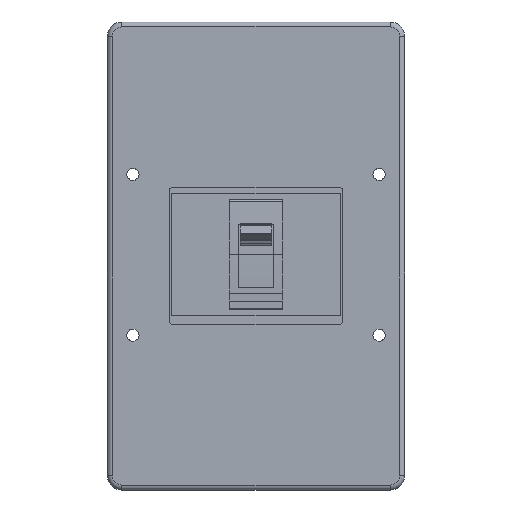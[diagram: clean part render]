
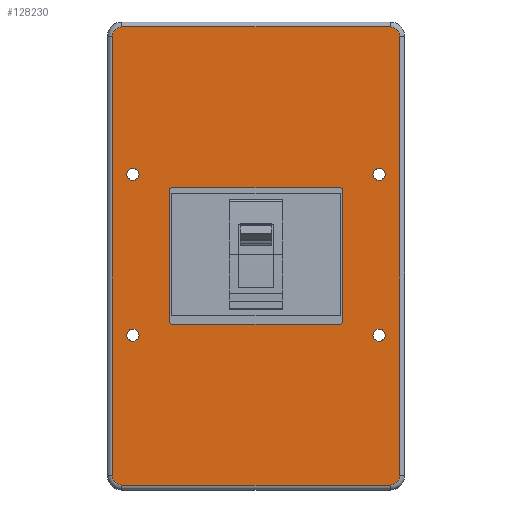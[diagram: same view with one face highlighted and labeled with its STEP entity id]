
A CAD part, top view. The second image highlights one B-rep face of the part: STEP entity #128230.
In plain terms, the highlighted planar face has unit normal (0, 0, 1).
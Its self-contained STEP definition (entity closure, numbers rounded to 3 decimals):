
#120820=CARTESIAN_POINT('',(114.,6.,-2.));
#120830=VERTEX_POINT('',#120820);
#120860=CARTESIAN_POINT('',(114.,0.,-2.));
#120870=DIRECTION('',(0.,1.,0.));
#120880=VECTOR('',#120870,1.);
#120890=LINE('',#120860,#120880);
#120900=CARTESIAN_POINT('',(114.,186.,-2.));
#120910=VERTEX_POINT('',#120900);
#120920=EDGE_CURVE('',#120830,#120910,#120890,.T.);
#122160=CARTESIAN_POINT('',(-4.,0.,-2.));
#122170=DIRECTION('',(0.,1.,0.));
#122180=VECTOR('',#122170,1.);
#122190=LINE('',#122160,#122180);
#122200=CARTESIAN_POINT('',(-4.,6.,-2.));
#122210=VERTEX_POINT('',#122200);
#122220=CARTESIAN_POINT('',(-4.,186.,-2.));
#122230=VERTEX_POINT('',#122220);
#122240=EDGE_CURVE('',#122210,#122230,#122190,.T.);
#122550=CARTESIAN_POINT('',(0.,190.,-2.));
#122560=VERTEX_POINT('',#122550);
#122590=CARTESIAN_POINT('',(0.,186.,-2.));
#122600=DIRECTION('',(0.,0.,-1.));
#122610=DIRECTION('',(-1.,0.,0.));
#122620=AXIS2_PLACEMENT_3D('',#122590,#122600,#122610);
#122630=CIRCLE('',#122620,4.);
#122640=EDGE_CURVE('',#122230,#122560,#122630,.T.);
#126440=CARTESIAN_POINT('',(116.,2.,-2.));
#126450=DIRECTION('',(-0.,-0.,-1.));
#126460=DIRECTION('',(0.,-1.,0.));
#126470=AXIS2_PLACEMENT_3D('',#126440,#126450,#126460);
#126480=PLANE('',#126470);
#126490=CARTESIAN_POINT('',(105.5,63.5,-2.));
#126500=DIRECTION('',(0.,0.,1.));
#126510=DIRECTION('',(1.,0.,0.));
#126520=AXIS2_PLACEMENT_3D('',#126490,#126500,#126510);
#126530=CIRCLE('',#126520,2.5);
#126540=CARTESIAN_POINT('',(108.,63.5,-2.));
#126550=VERTEX_POINT('',#126540);
#126560=CARTESIAN_POINT('',(103.,63.5,-2.));
#126570=VERTEX_POINT('',#126560);
#126580=EDGE_CURVE('',#126550,#126570,#126530,.T.);
#126590=ORIENTED_EDGE('',*,*,#126580,.F.);
#126600=EDGE_CURVE('',#126570,#126550,#126530,.T.);
#126610=ORIENTED_EDGE('',*,*,#126600,.F.);
#126620=EDGE_LOOP('',(#126610,#126590));
#126630=FACE_BOUND('',#126620,.T.);
#126640=CARTESIAN_POINT('',(4.5,63.5,-2.));
#126650=DIRECTION('',(0.,0.,1.));
#126660=DIRECTION('',(1.,0.,0.));
#126670=AXIS2_PLACEMENT_3D('',#126640,#126650,#126660);
#126680=CIRCLE('',#126670,2.5);
#126690=CARTESIAN_POINT('',(7.,63.5,-2.));
#126700=VERTEX_POINT('',#126690);
#126710=CARTESIAN_POINT('',(2.,63.5,-2.));
#126720=VERTEX_POINT('',#126710);
#126730=EDGE_CURVE('',#126700,#126720,#126680,.T.);
#126740=ORIENTED_EDGE('',*,*,#126730,.F.);
#126750=EDGE_CURVE('',#126720,#126700,#126680,.T.);
#126760=ORIENTED_EDGE('',*,*,#126750,.F.);
#126770=EDGE_LOOP('',(#126760,#126740));
#126780=FACE_BOUND('',#126770,.T.);
#126790=CARTESIAN_POINT('',(0.,68.,-2.));
#126800=DIRECTION('',(1.,0.,0.));
#126810=VECTOR('',#126800,1.);
#126820=LINE('',#126790,#126810);
#126830=CARTESIAN_POINT('',(20.5,68.,-2.));
#126840=VERTEX_POINT('',#126830);
#126850=CARTESIAN_POINT('',(89.5,68.,-2.));
#126860=VERTEX_POINT('',#126850);
#126870=EDGE_CURVE('',#126840,#126860,#126820,.T.);
#126880=ORIENTED_EDGE('',*,*,#126870,.F.);
#126890=CARTESIAN_POINT('',(89.5,69.,-2.));
#126900=DIRECTION('',(0.,0.,1.));
#126910=DIRECTION('',(1.,0.,0.));
#126920=AXIS2_PLACEMENT_3D('',#126890,#126900,#126910);
#126930=CIRCLE('',#126920,1.);
#126940=CARTESIAN_POINT('',(90.5,69.,-2.));
#126950=VERTEX_POINT('',#126940);
#126960=EDGE_CURVE('',#126860,#126950,#126930,.T.);
#126970=ORIENTED_EDGE('',*,*,#126960,.F.);
#126980=CARTESIAN_POINT('',(90.5,0.,-2.));
#126990=DIRECTION('',(0.,1.,0.));
#127000=VECTOR('',#126990,1.);
#127010=LINE('',#126980,#127000);
#127020=CARTESIAN_POINT('',(90.5,123.,-2.));
#127030=VERTEX_POINT('',#127020);
#127040=EDGE_CURVE('',#126950,#127030,#127010,.T.);
#127050=ORIENTED_EDGE('',*,*,#127040,.F.);
#127060=CARTESIAN_POINT('',(89.5,123.,-2.));
#127070=DIRECTION('',(0.,0.,1.));
#127080=DIRECTION('',(1.,0.,0.));
#127090=AXIS2_PLACEMENT_3D('',#127060,#127070,#127080);
#127100=CIRCLE('',#127090,1.);
#127110=CARTESIAN_POINT('',(89.5,124.,-2.));
#127120=VERTEX_POINT('',#127110);
#127130=EDGE_CURVE('',#127030,#127120,#127100,.T.);
#127140=ORIENTED_EDGE('',*,*,#127130,.F.);
#127150=CARTESIAN_POINT('',(0.,124.,-2.));
#127160=DIRECTION('',(-1.,0.,0.));
#127170=VECTOR('',#127160,1.);
#127180=LINE('',#127150,#127170);
#127190=CARTESIAN_POINT('',(20.5,124.,-2.));
#127200=VERTEX_POINT('',#127190);
#127210=EDGE_CURVE('',#127120,#127200,#127180,.T.);
#127220=ORIENTED_EDGE('',*,*,#127210,.F.);
#127230=CARTESIAN_POINT('',(20.5,123.,-2.));
#127240=DIRECTION('',(0.,0.,1.));
#127250=DIRECTION('',(1.,0.,0.));
#127260=AXIS2_PLACEMENT_3D('',#127230,#127240,#127250);
#127270=CIRCLE('',#127260,1.);
#127280=CARTESIAN_POINT('',(19.5,123.,-2.));
#127290=VERTEX_POINT('',#127280);
#127300=EDGE_CURVE('',#127200,#127290,#127270,.T.);
#127310=ORIENTED_EDGE('',*,*,#127300,.F.);
#127320=CARTESIAN_POINT('',(19.5,0.,-2.));
#127330=DIRECTION('',(0.,-1.,0.));
#127340=VECTOR('',#127330,1.);
#127350=LINE('',#127320,#127340);
#127360=CARTESIAN_POINT('',(19.5,69.,-2.));
#127370=VERTEX_POINT('',#127360);
#127380=EDGE_CURVE('',#127290,#127370,#127350,.T.);
#127390=ORIENTED_EDGE('',*,*,#127380,.F.);
#127400=CARTESIAN_POINT('',(20.5,69.,-2.));
#127410=DIRECTION('',(0.,0.,1.));
#127420=DIRECTION('',(1.,0.,0.));
#127430=AXIS2_PLACEMENT_3D('',#127400,#127410,#127420);
#127440=CIRCLE('',#127430,1.);
#127450=EDGE_CURVE('',#127370,#126840,#127440,.T.);
#127460=ORIENTED_EDGE('',*,*,#127450,.F.);
#127470=EDGE_LOOP('',(#127460,#127390,#127310,#127220,#127140,#127050,
#126970,#126880));
#127480=FACE_BOUND('',#127470,.T.);
#127490=CARTESIAN_POINT('',(105.5,129.5,-2.));
#127500=DIRECTION('',(0.,0.,1.));
#127510=DIRECTION('',(1.,0.,0.));
#127520=AXIS2_PLACEMENT_3D('',#127490,#127500,#127510);
#127530=CIRCLE('',#127520,2.5);
#127540=CARTESIAN_POINT('',(108.,129.5,-2.));
#127550=VERTEX_POINT('',#127540);
#127560=CARTESIAN_POINT('',(103.,129.5,-2.));
#127570=VERTEX_POINT('',#127560);
#127580=EDGE_CURVE('',#127550,#127570,#127530,.T.);
#127590=ORIENTED_EDGE('',*,*,#127580,.F.);
#127600=EDGE_CURVE('',#127570,#127550,#127530,.T.);
#127610=ORIENTED_EDGE('',*,*,#127600,.F.);
#127620=EDGE_LOOP('',(#127610,#127590));
#127630=FACE_BOUND('',#127620,.T.);
#127640=CARTESIAN_POINT('',(4.5,129.5,-2.));
#127650=DIRECTION('',(0.,0.,1.));
#127660=DIRECTION('',(1.,0.,0.));
#127670=AXIS2_PLACEMENT_3D('',#127640,#127650,#127660);
#127680=CIRCLE('',#127670,2.5);
#127690=CARTESIAN_POINT('',(7.,129.5,-2.));
#127700=VERTEX_POINT('',#127690);
#127710=CARTESIAN_POINT('',(2.,129.5,-2.));
#127720=VERTEX_POINT('',#127710);
#127730=EDGE_CURVE('',#127700,#127720,#127680,.T.);
#127740=ORIENTED_EDGE('',*,*,#127730,.F.);
#127750=EDGE_CURVE('',#127720,#127700,#127680,.T.);
#127760=ORIENTED_EDGE('',*,*,#127750,.F.);
#127770=EDGE_LOOP('',(#127760,#127740));
#127780=FACE_BOUND('',#127770,.T.);
#127790=CARTESIAN_POINT('',(0.,6.,-2.));
#127800=DIRECTION('',(0.,0.,1.));
#127810=DIRECTION('',(1.,0.,0.));
#127820=AXIS2_PLACEMENT_3D('',#127790,#127800,#127810);
#127830=CIRCLE('',#127820,4.);
#127840=CARTESIAN_POINT('',(0.,2.,-2.));
#127850=VERTEX_POINT('',#127840);
#127860=EDGE_CURVE('',#122210,#127850,#127830,.T.);
#127870=ORIENTED_EDGE('',*,*,#127860,.T.);
#127880=ORIENTED_EDGE('',*,*,#122240,.F.);
#127890=ORIENTED_EDGE('',*,*,#122640,.F.);
#127900=CARTESIAN_POINT('',(0.,190.,-2.));
#127910=DIRECTION('',(1.,0.,0.));
#127920=VECTOR('',#127910,1.);
#127930=LINE('',#127900,#127920);
#127940=CARTESIAN_POINT('',(110.,190.,-2.));
#127950=VERTEX_POINT('',#127940);
#127960=EDGE_CURVE('',#122560,#127950,#127930,.T.);
#127970=ORIENTED_EDGE('',*,*,#127960,.F.);
#127980=CARTESIAN_POINT('',(110.,186.,-2.));
#127990=DIRECTION('',(0.,0.,-1.));
#128000=DIRECTION('',(-1.,0.,0.));
#128010=AXIS2_PLACEMENT_3D('',#127980,#127990,#128000);
#128020=CIRCLE('',#128010,4.);
#128030=EDGE_CURVE('',#127950,#120910,#128020,.T.);
#128040=ORIENTED_EDGE('',*,*,#128030,.F.);
#128050=ORIENTED_EDGE('',*,*,#120920,.T.);
#128060=CARTESIAN_POINT('',(110.,6.,-2.));
#128070=DIRECTION('',(0.,0.,1.));
#128080=DIRECTION('',(1.,0.,0.));
#128090=AXIS2_PLACEMENT_3D('',#128060,#128070,#128080);
#128100=CIRCLE('',#128090,4.);
#128110=CARTESIAN_POINT('',(110.,2.,-2.));
#128120=VERTEX_POINT('',#128110);
#128130=EDGE_CURVE('',#128120,#120830,#128100,.T.);
#128140=ORIENTED_EDGE('',*,*,#128130,.T.);
#128150=CARTESIAN_POINT('',(0.,2.,-2.));
#128160=DIRECTION('',(1.,0.,0.));
#128170=VECTOR('',#128160,1.);
#128180=LINE('',#128150,#128170);
#128190=EDGE_CURVE('',#127850,#128120,#128180,.T.);
#128200=ORIENTED_EDGE('',*,*,#128190,.T.);
#128210=EDGE_LOOP('',(#128200,#128140,#128050,#128040,#127970,#127890,
#127880,#127870));
#128220=FACE_OUTER_BOUND('',#128210,.T.);
#128230=ADVANCED_FACE('',(#126630,#126780,#127480,#127630,#127780,
#128220),#126480,.F.);
